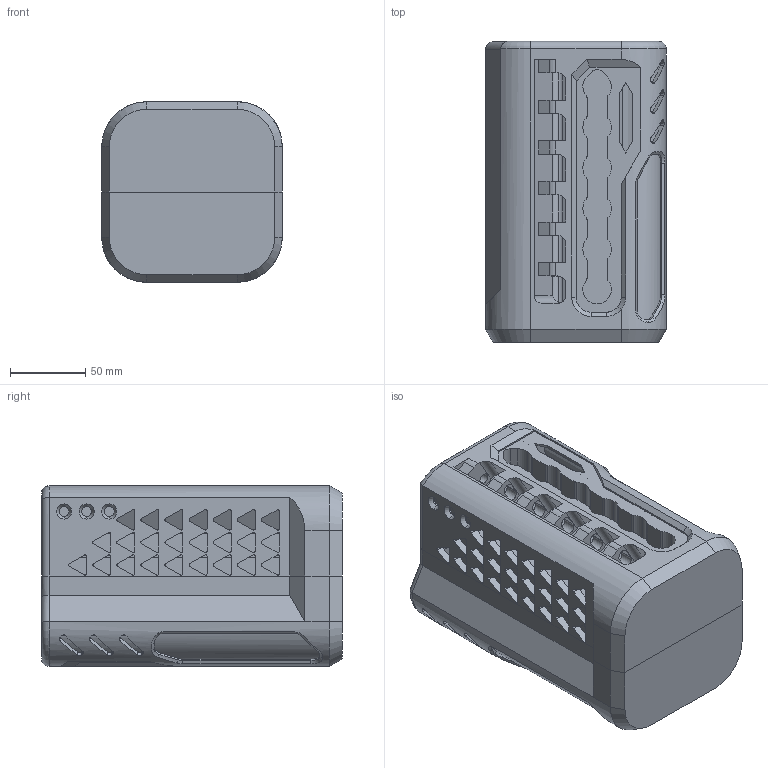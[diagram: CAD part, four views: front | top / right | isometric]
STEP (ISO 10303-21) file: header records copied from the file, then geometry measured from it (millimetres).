
FILE_DESCRIPTION (( 'STEP AP214' ), '1' );
FILE_NAME ('Body.STEP', '2024-11-07T16:27:41', ( '' ), ( '' ), 'SwSTEP 2.0', 'SolidWorks 2021', '' );
FILE_SCHEMA (( 'AUTOMOTIVE_DESIGN' ));
Length unit declared in the file: millimetre
Products named in the file (1): Body
Bounding box: 120 x 200 x 120 mm (x, y, z)
Volume: 961066.9 mm3; surface area: 330761.9 mm2
Topology: 2 solids, 2 shells, 1106 faces, 3122 edges, 2050 vertices
Faces by surface type: cylinder 586, plane 474, cone 24, bspline 18, torus 4
Entity records: 39324 total; most frequent: CARTESIAN_POINT 9945, ORIENTED_EDGE 6244, DIRECTION 6134, EDGE_CURVE 3122, AXIS2_PLACEMENT_3D 2165, VERTEX_POINT 2050, LINE 1804, VECTOR 1804
